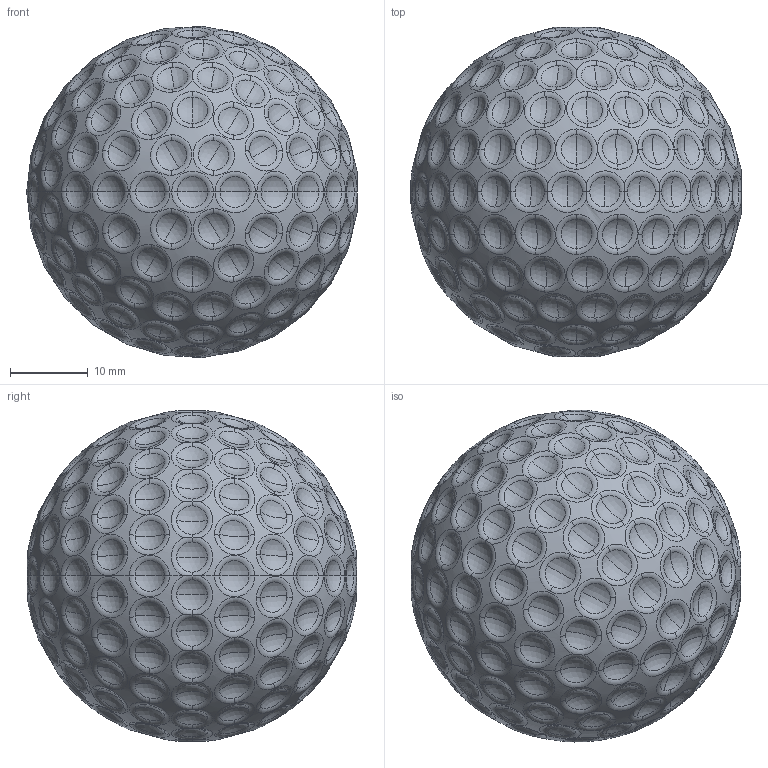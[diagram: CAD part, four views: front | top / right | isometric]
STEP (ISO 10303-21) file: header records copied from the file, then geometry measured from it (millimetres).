
FILE_DESCRIPTION (( 'STEP AP214' ), '1' );
FILE_NAME ('7-Golf ball.step', '2023-06-15T00:34:15', ( '' ), ( '' ), 'SwSTEP 2.0', 'SolidWorks 2022', '' );
FILE_SCHEMA (( 'AUTOMOTIVE_DESIGN' ));
Length unit declared in the file: millimetre
Products named in the file (1): 7-Golf ball
Bounding box: 42.52 x 42.38 x 42.59 mm (x, y, z)
Volume: 39117.6 mm3; surface area: 6066.2 mm2
Topology: 1 solids, 1 shells, 772 faces, 2038 edges, 1380 vertices
Faces by surface type: sphere 390, torus 382
Entity records: 34070 total; most frequent: DIRECTION 5442, CARTESIAN_POINT 4533, ORIENTED_EDGE 4076, AXIS2_PLACEMENT_3D 2721, EDGE_CURVE 2038, CIRCLE 1948, VERTEX_POINT 1380, EDGE_LOOP 884
